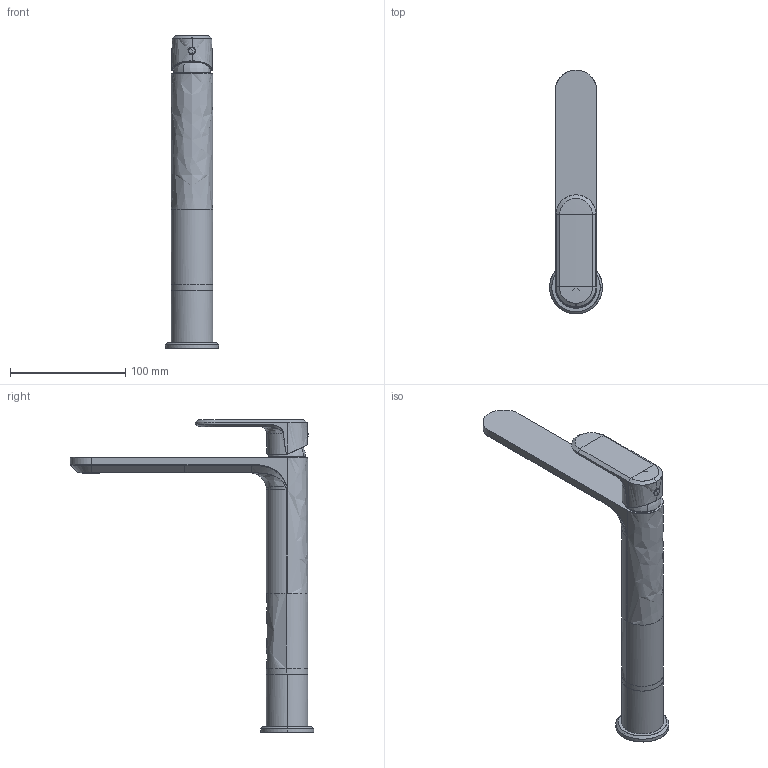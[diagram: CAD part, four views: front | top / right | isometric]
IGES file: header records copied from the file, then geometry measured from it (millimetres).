
Start section: START RECORD GO HERE.
Global section: file name: Lavabo alto new.igs; native system: IBM CATIA IGES - CATIA Version 5 Release 17 ; preprocessor: CATIA Version 5 Release 17 ; author: ute04; organization: CISALNT1; date: 20120709.153030; units: millimetre
Bounding box: 46 x 210.97 x 271 mm (x, y, z)
Surface area: 73432.7 mm2 (no closed solid volume)
Topology: 0 solids, 0 shells, 697 faces, 3514 edges, 3494 vertices
Faces by surface type: bspline 697
